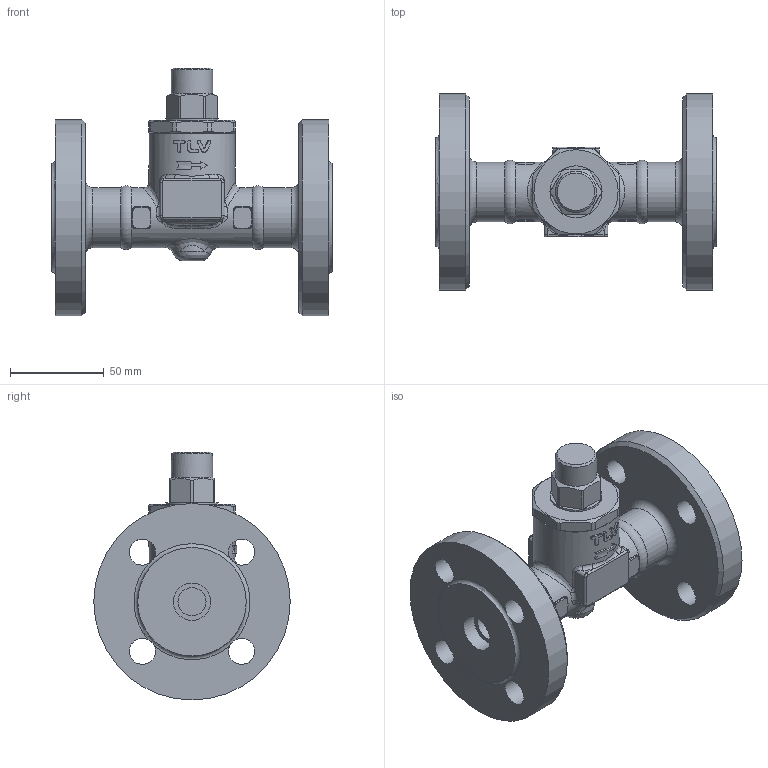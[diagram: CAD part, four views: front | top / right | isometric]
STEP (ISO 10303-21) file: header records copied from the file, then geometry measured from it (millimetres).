
FILE_DESCRIPTION(/* description */ (''),/* implementation_level */ '2;1');
FILE_NAME(/* name */ 'lex3t-020-e0025-00.stp',/* time_stamp */ '2017-11-06T11:32:00+09:00',/* author */ ('nakaot'),/* organization */ (''),/* preprocessor_version */ 'ST-DEVELOPER v15.6',/* originating_system */ 'Autodesk Inventor 2015',/* authorisation */ '');
FILE_SCHEMA (('CONFIG_CONTROL_DESIGN'));
Length unit declared in the file: millimetre
Products named in the file (1): lex3t-020-e0025-00
Bounding box: 150 x 105 x 132.5 mm (x, y, z)
Volume: 437176.9 mm3; surface area: 70604.3 mm2
Topology: 1 solids, 1 shells, 307 faces, 775 edges, 464 vertices
Faces by surface type: cylinder 103, plane 86, bspline 79, torus 33, cone 6
Full cylindrical faces by diameter (mm): 14 x8, 15 x2, 20 x2, 22 x1, 27.8 x1, 32 x3, 46 x1, 105 x2
Entity records: 14945 total; most frequent: CARTESIAN_POINT 8324, ORIENTED_EDGE 1408, DIRECTION 1275, EDGE_CURVE 704, AXIS2_PLACEMENT_3D 532, VERTEX_POINT 445, EDGE_LOOP 367, FACE_OUTER_BOUND 306
